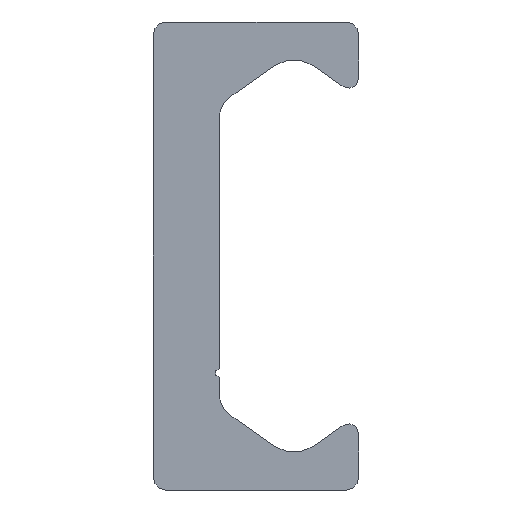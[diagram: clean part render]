
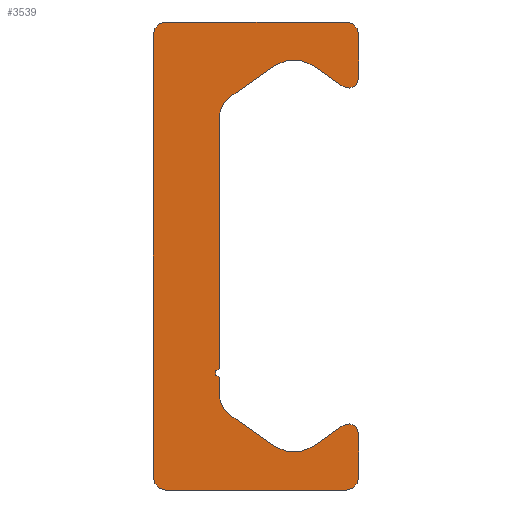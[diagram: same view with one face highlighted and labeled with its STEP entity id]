
A CAD part, left-side view. The second image highlights one B-rep face of the part: STEP entity #3539.
In plain terms, the highlighted planar face has unit normal (-1, 0, 0).
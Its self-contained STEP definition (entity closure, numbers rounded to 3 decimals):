
#2600=CARTESIAN_POINT('',(0.0,5.4,-14.));
#2601=VERTEX_POINT('',#2600);
#2608=CARTESIAN_POINT('',(0.0,6.15,-13.25));
#2609=VERTEX_POINT('',#2608);
#2610=CARTESIAN_POINT('',(0.0,5.4,-13.25));
#2611=DIRECTION('',(1.0,0.0,0.0));
#2612=DIRECTION('',(0.0,0.0,-1.0));
#2613=AXIS2_PLACEMENT_3D('',#2610,#2611,#2612);
#2614=CIRCLE('',#2613,0.75);
#2615=EDGE_CURVE('',#2601,#2609,#2614,.T.);
#2639=CARTESIAN_POINT('',(0.0,-5.4,-14.));
#2640=VERTEX_POINT('',#2639);
#2647=CARTESIAN_POINT('',(0.0,-5.4,-14.));
#2648=DIRECTION('',(0.0,1.0,0.0));
#2649=VECTOR('',#2648,10.8);
#2650=LINE('',#2647,#2649);
#2651=EDGE_CURVE('',#2640,#2601,#2650,.T.);
#2671=CARTESIAN_POINT('',(0.0,-6.15,-13.25));
#2672=VERTEX_POINT('',#2671);
#2679=CARTESIAN_POINT('',(0.0,-5.4,-13.25));
#2680=DIRECTION('',(1.0,0.0,0.0));
#2681=DIRECTION('',(0.0,-1.0,0.0));
#2682=AXIS2_PLACEMENT_3D('',#2679,#2680,#2681);
#2683=CIRCLE('',#2682,0.75);
#2684=EDGE_CURVE('',#2672,#2640,#2683,.T.);
#2703=CARTESIAN_POINT('',(0.0,-6.15,-10.63));
#2704=VERTEX_POINT('',#2703);
#2711=CARTESIAN_POINT('',(0.0,-6.15,-10.63));
#2712=DIRECTION('',(0.0,0.0,-1.0));
#2713=VECTOR('',#2712,2.62);
#2714=LINE('',#2711,#2713);
#2715=EDGE_CURVE('',#2704,#2672,#2714,.T.);
#2735=CARTESIAN_POINT('',(0.0,-5.206,-10.139));
#2736=VERTEX_POINT('',#2735);
#2743=CARTESIAN_POINT('',(0.0,-5.55,-10.63));
#2744=DIRECTION('',(1.0,0.0,0.0));
#2745=DIRECTION('',(0.0,0.574,0.819));
#2746=AXIS2_PLACEMENT_3D('',#2743,#2744,#2745);
#2747=CIRCLE('',#2746,0.6);
#2748=EDGE_CURVE('',#2736,#2704,#2747,.T.);
#2767=CARTESIAN_POINT('',(0.0,-3.417,-11.391));
#2768=VERTEX_POINT('',#2767);
#2775=CARTESIAN_POINT('',(0.0,-3.417,-11.391));
#2776=DIRECTION('',(0.0,-0.819,0.574));
#2777=VECTOR('',#2776,2.184);
#2778=LINE('',#2775,#2777);
#2779=EDGE_CURVE('',#2768,#2736,#2778,.T.);
#2799=CARTESIAN_POINT('',(0.0,-1.123,-11.391));
#2800=VERTEX_POINT('',#2799);
#2807=CARTESIAN_POINT('',(0.0,-2.27,-9.753));
#2808=DIRECTION('',(-1.0,0.0,0.0));
#2809=DIRECTION('',(0.0,0.574,0.819));
#2810=AXIS2_PLACEMENT_3D('',#2807,#2808,#2809);
#2811=CIRCLE('',#2810,2.0);
#2812=EDGE_CURVE('',#2800,#2768,#2811,.T.);
#2831=CARTESIAN_POINT('',(0.0,1.56,-9.512));
#2832=VERTEX_POINT('',#2831);
#2839=CARTESIAN_POINT('',(0.0,1.56,-9.512));
#2840=DIRECTION('',(0.0,-0.819,-0.574));
#2841=VECTOR('',#2840,3.276);
#2842=LINE('',#2839,#2841);
#2843=EDGE_CURVE('',#2832,#2800,#2842,.T.);
#2863=CARTESIAN_POINT('',(0.0,2.2,-8.283));
#2864=VERTEX_POINT('',#2863);
#2871=CARTESIAN_POINT('',(0.0,0.7,-8.283));
#2872=DIRECTION('',(-1.0,0.0,0.0));
#2873=DIRECTION('',(0.0,-0.574,0.819));
#2874=AXIS2_PLACEMENT_3D('',#2871,#2872,#2873);
#2875=CIRCLE('',#2874,1.5);
#2876=EDGE_CURVE('',#2864,#2832,#2875,.T.);
#2895=CARTESIAN_POINT('',(0.0,2.2,-7.25));
#2896=VERTEX_POINT('',#2895);
#2903=CARTESIAN_POINT('',(0.0,2.2,-7.25));
#2904=DIRECTION('',(0.0,0.0,-1.0));
#2905=VECTOR('',#2904,1.033);
#2906=LINE('',#2903,#2905);
#2907=EDGE_CURVE('',#2896,#2864,#2906,.T.);
#2927=CARTESIAN_POINT('',(0.0,2.2,-6.75));
#2928=VERTEX_POINT('',#2927);
#2935=CARTESIAN_POINT('',(0.0,2.2,-7.));
#2936=DIRECTION('',(-1.0,0.0,0.0));
#2937=DIRECTION('',(0.0,0.0,1.0));
#2938=AXIS2_PLACEMENT_3D('',#2935,#2936,#2937);
#2939=CIRCLE('',#2938,0.25);
#2940=EDGE_CURVE('',#2928,#2896,#2939,.T.);
#2959=CARTESIAN_POINT('',(0.0,2.2,8.283));
#2960=VERTEX_POINT('',#2959);
#2967=CARTESIAN_POINT('',(0.0,2.2,8.283));
#2968=DIRECTION('',(0.0,0.0,-1.0));
#2969=VECTOR('',#2968,15.033);
#2970=LINE('',#2967,#2969);
#2971=EDGE_CURVE('',#2960,#2928,#2970,.T.);
#3102=CARTESIAN_POINT('',(0.0,1.56,9.512));
#3103=VERTEX_POINT('',#3102);
#3110=CARTESIAN_POINT('',(0.0,0.7,8.283));
#3111=DIRECTION('',(-1.0,0.0,0.0));
#3112=DIRECTION('',(0.0,-1.0,0.0));
#3113=AXIS2_PLACEMENT_3D('',#3110,#3111,#3112);
#3114=CIRCLE('',#3113,1.5);
#3115=EDGE_CURVE('',#3103,#2960,#3114,.T.);
#3134=CARTESIAN_POINT('',(0.0,-1.123,11.391));
#3135=VERTEX_POINT('',#3134);
#3142=CARTESIAN_POINT('',(0.0,-1.123,11.391));
#3143=DIRECTION('',(0.0,0.819,-0.574));
#3144=VECTOR('',#3143,3.276);
#3145=LINE('',#3142,#3144);
#3146=EDGE_CURVE('',#3135,#3103,#3145,.T.);
#3166=CARTESIAN_POINT('',(0.0,-3.417,11.391));
#3167=VERTEX_POINT('',#3166);
#3174=CARTESIAN_POINT('',(0.0,-2.27,9.753));
#3175=DIRECTION('',(-1.0,0.0,0.0));
#3176=DIRECTION('',(0.0,-0.574,-0.819));
#3177=AXIS2_PLACEMENT_3D('',#3174,#3175,#3176);
#3178=CIRCLE('',#3177,2.0);
#3179=EDGE_CURVE('',#3167,#3135,#3178,.T.);
#3198=CARTESIAN_POINT('',(0.0,-5.206,10.139));
#3199=VERTEX_POINT('',#3198);
#3206=CARTESIAN_POINT('',(0.0,-5.206,10.139));
#3207=DIRECTION('',(0.0,0.819,0.574));
#3208=VECTOR('',#3207,2.184);
#3209=LINE('',#3206,#3208);
#3210=EDGE_CURVE('',#3199,#3167,#3209,.T.);
#3230=CARTESIAN_POINT('',(0.0,-6.15,10.63));
#3231=VERTEX_POINT('',#3230);
#3238=CARTESIAN_POINT('',(0.0,-5.55,10.63));
#3239=DIRECTION('',(1.0,0.0,0.0));
#3240=DIRECTION('',(0.0,-1.0,0.0));
#3241=AXIS2_PLACEMENT_3D('',#3238,#3239,#3240);
#3242=CIRCLE('',#3241,0.6);
#3243=EDGE_CURVE('',#3231,#3199,#3242,.T.);
#3262=CARTESIAN_POINT('',(0.0,-6.15,13.25));
#3263=VERTEX_POINT('',#3262);
#3270=CARTESIAN_POINT('',(0.0,-6.15,13.25));
#3271=DIRECTION('',(0.0,0.0,-1.0));
#3272=VECTOR('',#3271,2.62);
#3273=LINE('',#3270,#3272);
#3274=EDGE_CURVE('',#3263,#3231,#3273,.T.);
#3294=CARTESIAN_POINT('',(0.0,-5.4,14.));
#3295=VERTEX_POINT('',#3294);
#3302=CARTESIAN_POINT('',(0.0,-5.4,13.25));
#3303=DIRECTION('',(1.0,0.0,0.0));
#3304=DIRECTION('',(0.0,0.0,1.0));
#3305=AXIS2_PLACEMENT_3D('',#3302,#3303,#3304);
#3306=CIRCLE('',#3305,0.75);
#3307=EDGE_CURVE('',#3295,#3263,#3306,.T.);
#3326=CARTESIAN_POINT('',(0.0,5.4,14.));
#3327=VERTEX_POINT('',#3326);
#3334=CARTESIAN_POINT('',(0.0,5.4,14.));
#3335=DIRECTION('',(0.0,-1.0,0.0));
#3336=VECTOR('',#3335,10.8);
#3337=LINE('',#3334,#3336);
#3338=EDGE_CURVE('',#3327,#3295,#3337,.T.);
#3358=CARTESIAN_POINT('',(0.0,6.15,13.25));
#3359=VERTEX_POINT('',#3358);
#3366=CARTESIAN_POINT('',(0.0,5.4,13.25));
#3367=DIRECTION('',(1.0,0.0,0.0));
#3368=DIRECTION('',(0.0,1.0,0.0));
#3369=AXIS2_PLACEMENT_3D('',#3366,#3367,#3368);
#3370=CIRCLE('',#3369,0.75);
#3371=EDGE_CURVE('',#3359,#3327,#3370,.T.);
#3389=CARTESIAN_POINT('',(0.0,6.15,-13.25));
#3390=DIRECTION('',(0.0,0.0,1.0));
#3391=VECTOR('',#3390,26.5);
#3392=LINE('',#3389,#3391);
#3393=EDGE_CURVE('',#2609,#3359,#3392,.T.);
#3510=CARTESIAN_POINT('',(0.0,1.352,-0.021));
#3511=DIRECTION('',(1.0,0.0,0.0));
#3512=DIRECTION('',(0.0,0.0,-1.0));
#3513=AXIS2_PLACEMENT_3D('',#3510,#3511,#3512);
#3514=PLANE('',#3513);
#3515=ORIENTED_EDGE('',*,*,#3393,.F.);
#3516=ORIENTED_EDGE('',*,*,#2615,.F.);
#3517=ORIENTED_EDGE('',*,*,#2651,.F.);
#3518=ORIENTED_EDGE('',*,*,#2684,.F.);
#3519=ORIENTED_EDGE('',*,*,#2715,.F.);
#3520=ORIENTED_EDGE('',*,*,#2748,.F.);
#3521=ORIENTED_EDGE('',*,*,#2779,.F.);
#3522=ORIENTED_EDGE('',*,*,#2812,.F.);
#3523=ORIENTED_EDGE('',*,*,#2843,.F.);
#3524=ORIENTED_EDGE('',*,*,#2876,.F.);
#3525=ORIENTED_EDGE('',*,*,#2907,.F.);
#3526=ORIENTED_EDGE('',*,*,#2940,.F.);
#3527=ORIENTED_EDGE('',*,*,#2971,.F.);
#3528=ORIENTED_EDGE('',*,*,#3115,.F.);
#3529=ORIENTED_EDGE('',*,*,#3146,.F.);
#3530=ORIENTED_EDGE('',*,*,#3179,.F.);
#3531=ORIENTED_EDGE('',*,*,#3210,.F.);
#3532=ORIENTED_EDGE('',*,*,#3243,.F.);
#3533=ORIENTED_EDGE('',*,*,#3274,.F.);
#3534=ORIENTED_EDGE('',*,*,#3307,.F.);
#3535=ORIENTED_EDGE('',*,*,#3338,.F.);
#3536=ORIENTED_EDGE('',*,*,#3371,.F.);
#3537=EDGE_LOOP('',(#3515,#3516,#3517,#3518,#3519,#3520,#3521,#3522,#3523,#3524,#3525,#3526,#3527,#3528,#3529,#3530,#3531,#3532,#3533,#3534,#3535,#3536));
#3538=FACE_OUTER_BOUND('',#3537,.T.);
#3539=ADVANCED_FACE('',(#3538),#3514,.F.);
